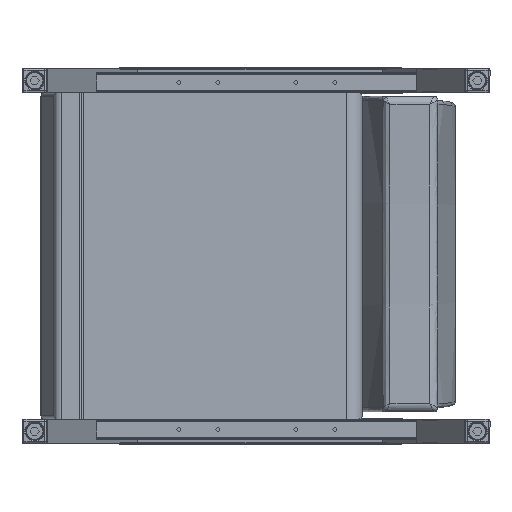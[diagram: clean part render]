
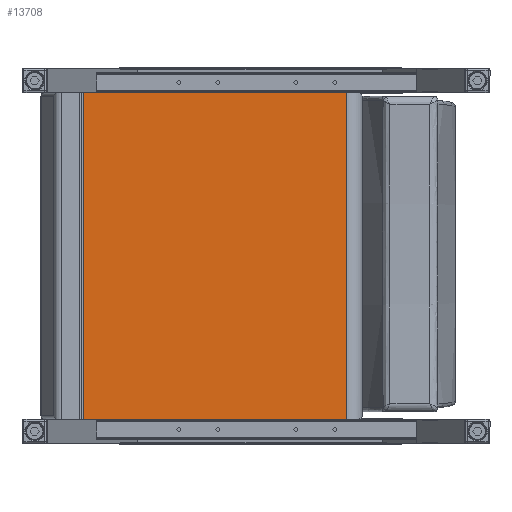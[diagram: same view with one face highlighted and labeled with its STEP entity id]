
A CAD part, front view. The second image highlights one B-rep face of the part: STEP entity #13708.
In plain terms, the highlighted planar face has unit normal (0, -1, 0).
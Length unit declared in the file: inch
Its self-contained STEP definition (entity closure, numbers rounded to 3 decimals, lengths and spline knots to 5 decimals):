
#444=PLANE('',#14888);
#1165=LINE('',#23019,#1943);
#1166=LINE('',#23023,#1944);
#1167=LINE('',#23027,#1945);
#1168=LINE('',#23028,#1946);
#1943=VECTOR('',#16673,0.3937);
#1944=VECTOR('',#16678,0.3937);
#1945=VECTOR('',#16683,0.3937);
#1946=VECTOR('',#16684,0.3937);
#3632=FACE_OUTER_BOUND('',#4578,.T.);
#4578=EDGE_LOOP('',(#9975,#9976,#9977,#9978));
#6355=VERTEX_POINT('',#23016);
#6356=VERTEX_POINT('',#23018);
#6357=VERTEX_POINT('',#23022);
#6358=VERTEX_POINT('',#23026);
#7660=EDGE_CURVE('',#6355,#6356,#1165,.T.);
#7662=EDGE_CURVE('',#6357,#6356,#1166,.T.);
#7664=EDGE_CURVE('',#6357,#6358,#1167,.T.);
#7665=EDGE_CURVE('',#6358,#6355,#1168,.T.);
#9975=ORIENTED_EDGE('',*,*,#7664,.F.);
#9976=ORIENTED_EDGE('',*,*,#7662,.T.);
#9977=ORIENTED_EDGE('',*,*,#7660,.F.);
#9978=ORIENTED_EDGE('',*,*,#7665,.F.);
#13708=ADVANCED_FACE('',(#3632),#444,.T.);
#14888=AXIS2_PLACEMENT_3D('',#23025,#16681,#16682);
#16673=DIRECTION('',(1.,0.,0.));
#16678=DIRECTION('',(0.,0.,1.));
#16681=DIRECTION('center_axis',(0.,-1.,0.));
#16682=DIRECTION('ref_axis',(1.,0.,0.));
#16683=DIRECTION('',(-1.,0.,0.));
#16684=DIRECTION('',(0.,0.,1.));
#23016=CARTESIAN_POINT('',(-12.08332,0.79731,21.));
#23018=CARTESIAN_POINT('',(4.79085,0.79731,21.));
#23019=CARTESIAN_POINT('',(4.79085,0.79731,21.));
#23022=CARTESIAN_POINT('',(4.79085,0.79731,0.));
#23023=CARTESIAN_POINT('',(4.79085,0.79731,0.));
#23025=CARTESIAN_POINT('Origin',(-12.08332,0.79731,0.));
#23026=CARTESIAN_POINT('',(-12.08332,0.79731,0.));
#23027=CARTESIAN_POINT('',(4.79085,0.79731,0.));
#23028=CARTESIAN_POINT('',(-12.08332,0.79731,0.));
